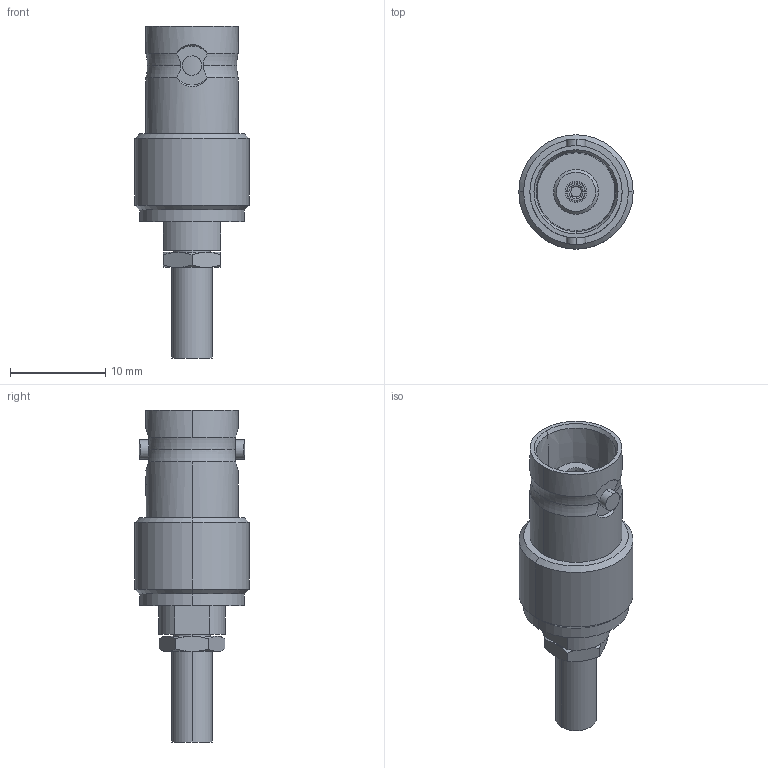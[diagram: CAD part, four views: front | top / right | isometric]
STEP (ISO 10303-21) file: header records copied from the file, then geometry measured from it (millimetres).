
FILE_DESCRIPTION (( 'STEP AP214' ), '1' );
FILE_NAME ('J01001B0061.STEP', '2019-07-03T08:34:05', ( '' ), ( '' ), 'SwSTEP 2.0', 'SolidWorks 2018', '' );
FILE_SCHEMA (( 'AUTOMOTIVE_DESIGN' ));
Length unit declared in the file: millimetre
Products named in the file (1): J01001B0061
Bounding box: 12 x 12 x 34.85 mm (x, y, z)
Volume: 1809.8 mm3; surface area: 1491.6 mm2
Topology: 1 solids, 1 shells, 155 faces, 367 edges, 235 vertices
Faces by surface type: plane 59, cylinder 48, cone 36, torus 12
Entity records: 6411 total; most frequent: CARTESIAN_POINT 1238, ORIENTED_EDGE 734, DIRECTION 716, EDGE_CURVE 367, AXIS2_PLACEMENT_3D 287, VERTEX_POINT 235, EDGE_LOOP 176, ADVANCED_FACE 155
